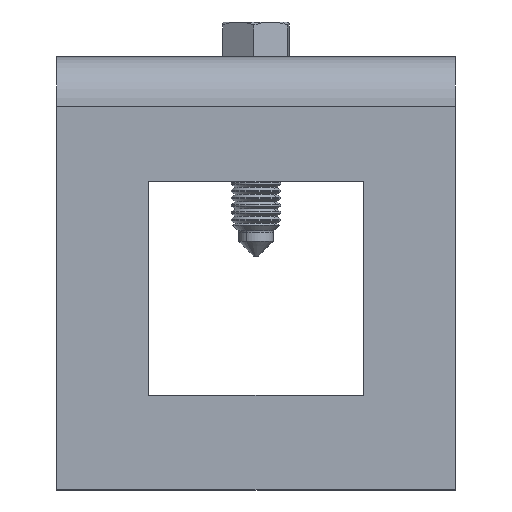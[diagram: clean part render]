
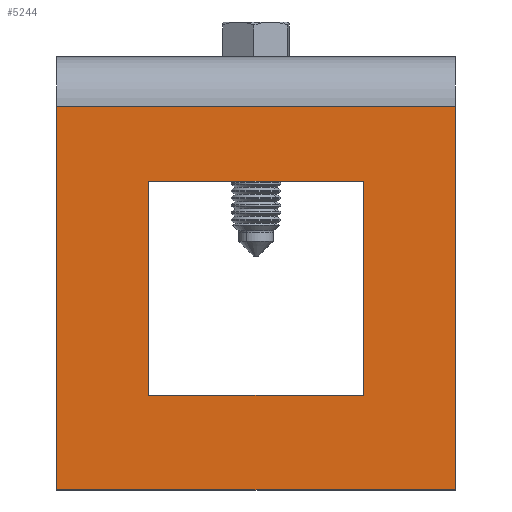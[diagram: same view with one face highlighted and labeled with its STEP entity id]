
A CAD part, top view. The second image highlights one B-rep face of the part: STEP entity #5244.
In plain terms, the highlighted planar face has unit normal (0, 0, 1).
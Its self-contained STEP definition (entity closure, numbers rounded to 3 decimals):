
#2 = VERTEX_POINT ( 'NONE', #808 ) ;
#24 = EDGE_CURVE ( 'NONE', #5028, #5097, #329, .T. ) ;
#33 = CARTESIAN_POINT ( 'NONE',  ( -21.5, 19., 0. ) ) ;
#168 = VECTOR ( 'NONE', #211, 1000. ) ;
#211 = DIRECTION ( 'NONE',  ( 0., 1., 0. ) ) ;
#212 = CARTESIAN_POINT ( 'NONE',  ( 0., 0., 0. ) ) ;
#259 = VECTOR ( 'NONE', #5557, 1000. ) ;
#329 = LINE ( 'NONE', #2596, #697 ) ;
#407 = CARTESIAN_POINT ( 'NONE',  ( 40., 77., 0. ) ) ;
#642 = VERTEX_POINT ( 'NONE', #33 ) ;
#697 = VECTOR ( 'NONE', #5620, 1000. ) ;
#704 = CARTESIAN_POINT ( 'NONE',  ( -40., 0., 0. ) ) ;
#711 = CARTESIAN_POINT ( 'NONE',  ( 40., 0., 0. ) ) ;
#727 = EDGE_CURVE ( 'NONE', #5381, #2980, #3259, .T. ) ;
#808 = CARTESIAN_POINT ( 'NONE',  ( -40., 0., 0. ) ) ;
#924 = ORIENTED_EDGE ( 'NONE', *, *, #3775, .T. ) ;
#1192 = PLANE ( 'NONE',  #2802 ) ;
#1344 = ORIENTED_EDGE ( 'NONE', *, *, #24, .T. ) ;
#1437 = CARTESIAN_POINT ( 'NONE',  ( 40., 0., 0. ) ) ;
#1484 = VECTOR ( 'NONE', #4084, 1000. ) ;
#1604 = LINE ( 'NONE', #2072, #259 ) ;
#1710 = CARTESIAN_POINT ( 'NONE',  ( -40., 87., 0. ) ) ;
#1739 = DIRECTION ( 'NONE',  ( -1., 0., 0. ) ) ;
#1762 = EDGE_CURVE ( 'NONE', #3676, #642, #2982, .T. ) ;
#1910 = LINE ( 'NONE', #704, #4481 ) ;
#1979 = CARTESIAN_POINT ( 'NONE',  ( 21.5, 19., 0. ) ) ;
#2072 = CARTESIAN_POINT ( 'NONE',  ( 21.5, 62., 0. ) ) ;
#2331 = EDGE_LOOP ( 'NONE', ( #5199, #5556, #924, #2451 ) ) ;
#2375 = EDGE_CURVE ( 'NONE', #2, #3704, #1910, .T. ) ;
#2451 = ORIENTED_EDGE ( 'NONE', *, *, #2375, .T. ) ;
#2596 = CARTESIAN_POINT ( 'NONE',  ( -21.5, 62., 0. ) ) ;
#2802 = AXIS2_PLACEMENT_3D ( 'NONE', #212, #2985, #5617 ) ;
#2838 = VECTOR ( 'NONE', #3415, 1000. ) ;
#2893 = LINE ( 'NONE', #5615, #168 ) ;
#2980 = VERTEX_POINT ( 'NONE', #3707 ) ;
#2982 = LINE ( 'NONE', #3395, #5361 ) ;
#2985 = DIRECTION ( 'NONE',  ( 0., 0., 1. ) ) ;
#3175 = ORIENTED_EDGE ( 'NONE', *, *, #1762, .T. ) ;
#3259 = LINE ( 'NONE', #5749, #5433 ) ;
#3336 = FACE_OUTER_BOUND ( 'NONE', #2331, .T. ) ;
#3395 = CARTESIAN_POINT ( 'NONE',  ( 21.5, 19., 0. ) ) ;
#3415 = DIRECTION ( 'NONE',  ( 0., -1., 0. ) ) ;
#3676 = VERTEX_POINT ( 'NONE', #1979 ) ;
#3697 = DIRECTION ( 'NONE',  ( 1., 0., 0. ) ) ;
#3704 = VERTEX_POINT ( 'NONE', #711 ) ;
#3707 = CARTESIAN_POINT ( 'NONE',  ( -40., 77., 0. ) ) ;
#3775 = EDGE_CURVE ( 'NONE', #2980, #2, #3917, .T. ) ;
#3836 = FACE_BOUND ( 'NONE', #3970, .T. ) ;
#3917 = LINE ( 'NONE', #1710, #2838 ) ;
#3970 = EDGE_LOOP ( 'NONE', ( #3175, #5429, #1344, #4457 ) ) ;
#4084 = DIRECTION ( 'NONE',  ( 0., 1., 0. ) ) ;
#4136 = LINE ( 'NONE', #1437, #1484 ) ;
#4456 = EDGE_CURVE ( 'NONE', #5097, #3676, #1604, .T. ) ;
#4457 = ORIENTED_EDGE ( 'NONE', *, *, #4456, .T. ) ;
#4481 = VECTOR ( 'NONE', #3697, 1000. ) ;
#4505 = EDGE_CURVE ( 'NONE', #642, #5028, #2893, .T. ) ;
#4773 = DIRECTION ( 'NONE',  ( -1., 0., 0. ) ) ;
#4823 = CARTESIAN_POINT ( 'NONE',  ( -21.5, 62., 0. ) ) ;
#5028 = VERTEX_POINT ( 'NONE', #4823 ) ;
#5097 = VERTEX_POINT ( 'NONE', #5485 ) ;
#5177 = EDGE_CURVE ( 'NONE', #3704, #5381, #4136, .T. ) ;
#5199 = ORIENTED_EDGE ( 'NONE', *, *, #5177, .T. ) ;
#5244 = ADVANCED_FACE ( 'NONE', ( #3836, #3336 ), #1192, .T. ) ;
#5361 = VECTOR ( 'NONE', #4773, 1000. ) ;
#5381 = VERTEX_POINT ( 'NONE', #407 ) ;
#5429 = ORIENTED_EDGE ( 'NONE', *, *, #4505, .T. ) ;
#5433 = VECTOR ( 'NONE', #1739, 1000. ) ;
#5485 = CARTESIAN_POINT ( 'NONE',  ( 21.5, 62., 0. ) ) ;
#5556 = ORIENTED_EDGE ( 'NONE', *, *, #727, .T. ) ;
#5557 = DIRECTION ( 'NONE',  ( 0., -1., 0. ) ) ;
#5615 = CARTESIAN_POINT ( 'NONE',  ( -21.5, 19., 0. ) ) ;
#5617 = DIRECTION ( 'NONE',  ( 1., 0., 0. ) ) ;
#5620 = DIRECTION ( 'NONE',  ( 1., 0., 0. ) ) ;
#5749 = CARTESIAN_POINT ( 'NONE',  ( 0., 77., 0. ) ) ;
